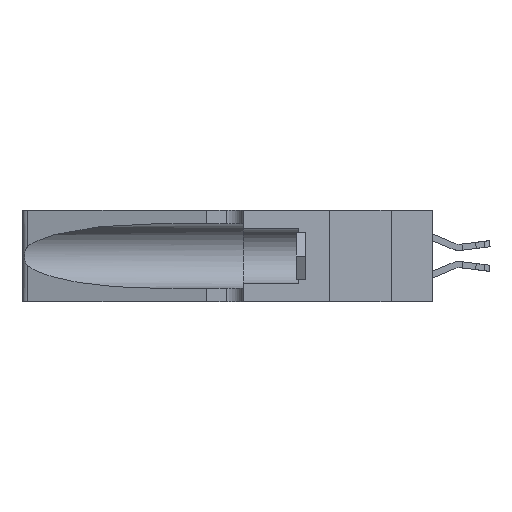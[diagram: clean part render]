
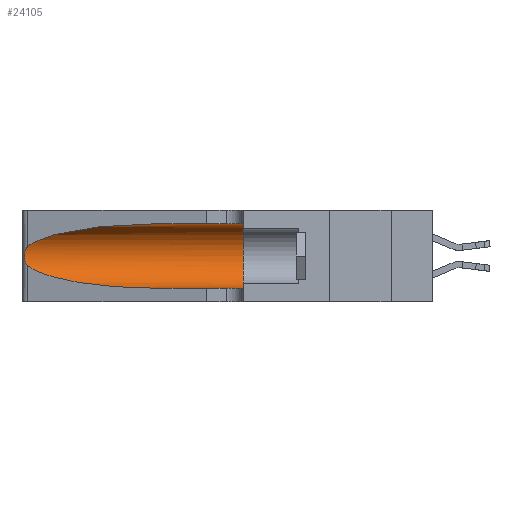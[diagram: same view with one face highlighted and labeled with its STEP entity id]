
A CAD part, left-side view. The second image highlights one B-rep face of the part: STEP entity #24105.
In plain terms, the highlighted cylindrical face has radius 3.308 mm (diameter 6.617 mm), a partial arc.
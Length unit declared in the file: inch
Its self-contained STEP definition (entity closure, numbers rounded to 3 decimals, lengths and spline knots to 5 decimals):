
#60 = CARTESIAN_POINT ( 'NONE',  ( 0.25856, 1.23593, 0.16098 ) ) ;
#1108 = CARTESIAN_POINT ( 'NONE',  ( 0.2373, 1.15595, 0.28018 ) ) ;
#1196 = CARTESIAN_POINT ( 'NONE',  ( 0.25487, 1.22718, 0.22369 ) ) ;
#1521 = CARTESIAN_POINT ( 'NONE',  ( 0.1305, 1.61858, 0.185 ) ) ;
#1763 = CARTESIAN_POINT ( 'NONE',  ( 0.1305, 0.72297, 0.05475 ) ) ;
#1937 = CARTESIAN_POINT ( 'NONE',  ( 0.26075, 1.23896, 0.19203 ) ) ;
#2852 = VERTEX_POINT ( 'NONE', #22514 ) ;
#2910 = VERTEX_POINT ( 'NONE', #18651 ) ;
#2990 = CARTESIAN_POINT ( 'NONE',  ( 0.1305, 0.72297, 0.31525 ) ) ;
#3161 = EDGE_CURVE ( 'NONE', #6294, #2910, #5837, .T. ) ;
#3830 = VECTOR ( 'NONE', #4840, 39.37008 ) ;
#4037 = DIRECTION ( 'NONE',  ( 0., 0., -1. ) ) ;
#4107 = CARTESIAN_POINT ( 'NONE',  ( 0.25639, 1.23184, 0.21858 ) ) ;
#4773 = ORIENTED_EDGE ( 'NONE', *, *, #15129, .T. ) ;
#4840 = DIRECTION ( 'NONE',  ( 0., -1., 0. ) ) ;
#5083 = CARTESIAN_POINT ( 'NONE',  ( 0.1305, 0.35, 0.185 ) ) ;
#5837 = CIRCLE ( 'NONE', #12475, 0.13025 ) ;
#6021 = CARTESIAN_POINT ( 'NONE',  ( 0.1305, 0.35, 0.31525 ) ) ;
#6234 = CARTESIAN_POINT ( 'NONE',  ( 0.25487, 1.22718, 0.22369 ) ) ;
#6294 = VERTEX_POINT ( 'NONE', #6021 ) ;
#7923 = CARTESIAN_POINT ( 'NONE',  ( 0.25639, 1.23186, 0.15144 ) ) ;
#7932 = DIRECTION ( 'NONE',  ( 0., -1., 0. ) ) ;
#8450 = CARTESIAN_POINT ( 'NONE',  ( 0.1305, 0.72297, 0.31525 ) ) ;
#8611 = ORIENTED_EDGE ( 'NONE', *, *, #20266, .T. ) ;
#9214 = CARTESIAN_POINT ( 'NONE',  ( 0.18966, 0.96281, 0.31525 ) ) ;
#10466 = VERTEX_POINT ( 'NONE', #19760 ) ;
#10960 = VERTEX_POINT ( 'NONE', #8450 ) ;
#11703 = CARTESIAN_POINT ( 'NONE',  ( 0.18966, 0.96281, 0.05475 ) ) ;
#11802 = CYLINDRICAL_SURFACE ( 'NONE', #15970, 0.13025 ) ;
#12475 = AXIS2_PLACEMENT_3D ( 'NONE', #5083, #15398, #23668 ) ;
#12526 = CARTESIAN_POINT ( 'NONE',  ( 0.1305, 1.61858, 0.31525 ) ) ;
#12927 = B_SPLINE_CURVE_WITH_KNOTS ( 'NONE', 3,
 ( #6234, #16271, #4107, #18448, #14165, #18357, #1937, #22490, #20507, #60, #14341, #7923, #16364, #22580 ),
 .UNSPECIFIED., .F., .F.,
 ( 4, 2, 2, 2, 2, 2, 4 ),
 ( 0., 0.00027, 0.00053, 0.00107, 0.0016, 0.00187, 0.00214 ),
 .UNSPECIFIED. ) ;
#14165 = CARTESIAN_POINT ( 'NONE',  ( 0.25854, 1.2359, 0.20912 ) ) ;
#14341 = CARTESIAN_POINT ( 'NONE',  ( 0.25789, 1.23486, 0.15765 ) ) ;
#14539 = CARTESIAN_POINT ( 'NONE',  ( 0.1305, 0.72297, 0.05475 ) ) ;
#15129 = EDGE_CURVE ( 'NONE', #2852, #10466, #12927, .T. ) ;
#15398 = DIRECTION ( 'NONE',  ( 0., 1., 0. ) ) ;
#15892 = EDGE_CURVE ( 'NONE', #10466, #19645, #17346, .T. ) ;
#15970 = AXIS2_PLACEMENT_3D ( 'NONE', #1521, #7932, #4037 ) ;
#16271 = CARTESIAN_POINT ( 'NONE',  ( 0.25555, 1.22994, 0.2215 ) ) ;
#16364 = CARTESIAN_POINT ( 'NONE',  ( 0.25555, 1.22993, 0.14849 ) ) ;
#16707 = ORIENTED_EDGE ( 'NONE', *, *, #23753, .T. ) ;
#17346 =( BOUNDED_CURVE ( )  B_SPLINE_CURVE ( 3, ( #22053, #26272, #11703, #1763 ),
 .UNSPECIFIED., .F., .F. ) 
 B_SPLINE_CURVE_WITH_KNOTS ( ( 4, 4 ),
 ( 3.44316, 4.71239 ),
 .UNSPECIFIED. ) 
 CURVE ( )  GEOMETRIC_REPRESENTATION_ITEM ( )  RATIONAL_B_SPLINE_CURVE ( ( 1., 0.87, 0.87, 1. ) ) 
 REPRESENTATION_ITEM ( '' )  );
#18357 = CARTESIAN_POINT ( 'NONE',  ( 0.26018, 1.23835, 0.19895 ) ) ;
#18448 = CARTESIAN_POINT ( 'NONE',  ( 0.25787, 1.23484, 0.2124 ) ) ;
#18651 = CARTESIAN_POINT ( 'NONE',  ( 0.1305, 0.35, 0.05475 ) ) ;
#19124 = FACE_OUTER_BOUND ( 'NONE', #25914, .T. ) ;
#19324 =( BOUNDED_CURVE ( )  B_SPLINE_CURVE ( 3, ( #2990, #9214, #1108, #1196 ),
 .UNSPECIFIED., .F., .T. ) 
 B_SPLINE_CURVE_WITH_KNOTS ( ( 4, 4 ),
 ( 1.5708, 2.84003 ),
 .UNSPECIFIED. ) 
 CURVE ( )  GEOMETRIC_REPRESENTATION_ITEM ( )  RATIONAL_B_SPLINE_CURVE ( ( 1., 0.87, 0.87, 1. ) ) 
 REPRESENTATION_ITEM ( '' )  );
#19645 = VERTEX_POINT ( 'NONE', #14539 ) ;
#19730 = LINE ( 'NONE', #12526, #20369 ) ;
#19760 = CARTESIAN_POINT ( 'NONE',  ( 0.25487, 1.22718, 0.14631 ) ) ;
#20233 = ORIENTED_EDGE ( 'NONE', *, *, #3161, .F. ) ;
#20266 = EDGE_CURVE ( 'NONE', #10960, #2852, #19324, .T. ) ;
#20369 = VECTOR ( 'NONE', #24806, 39.37008 ) ;
#20507 = CARTESIAN_POINT ( 'NONE',  ( 0.26017, 1.23833, 0.17102 ) ) ;
#20907 = CARTESIAN_POINT ( 'NONE',  ( 0.1305, 1.61858, 0.05475 ) ) ;
#21500 = ORIENTED_EDGE ( 'NONE', *, *, #26489, .F. ) ;
#22026 = ORIENTED_EDGE ( 'NONE', *, *, #15892, .T. ) ;
#22053 = CARTESIAN_POINT ( 'NONE',  ( 0.25487, 1.22718, 0.14631 ) ) ;
#22490 = CARTESIAN_POINT ( 'NONE',  ( 0.26075, 1.23896, 0.178 ) ) ;
#22514 = CARTESIAN_POINT ( 'NONE',  ( 0.25487, 1.22718, 0.22369 ) ) ;
#22580 = CARTESIAN_POINT ( 'NONE',  ( 0.25487, 1.22718, 0.14631 ) ) ;
#23668 = DIRECTION ( 'NONE',  ( 0., 0., 1. ) ) ;
#23753 = EDGE_CURVE ( 'NONE', #19645, #2910, #25556, .T. ) ;
#24105 = ADVANCED_FACE ( 'NONE', ( #19124 ), #11802, .F. ) ;
#24806 = DIRECTION ( 'NONE',  ( 0., -1., 0. ) ) ;
#25556 = LINE ( 'NONE', #20907, #3830 ) ;
#25914 = EDGE_LOOP ( 'NONE', ( #8611, #4773, #22026, #16707, #20233, #21500 ) ) ;
#26272 = CARTESIAN_POINT ( 'NONE',  ( 0.2373, 1.15595, 0.08982 ) ) ;
#26489 = EDGE_CURVE ( 'NONE', #10960, #6294, #19730, .T. ) ;
